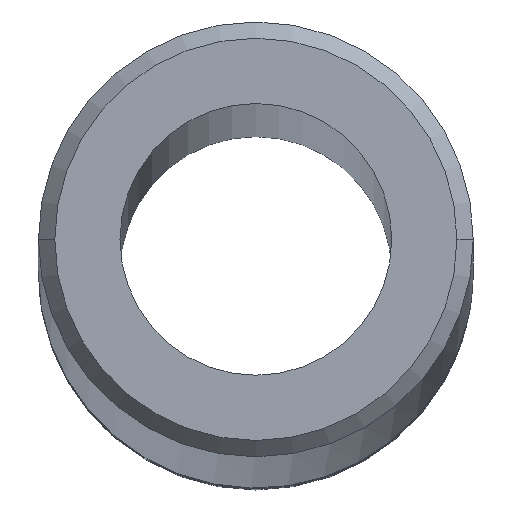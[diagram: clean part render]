
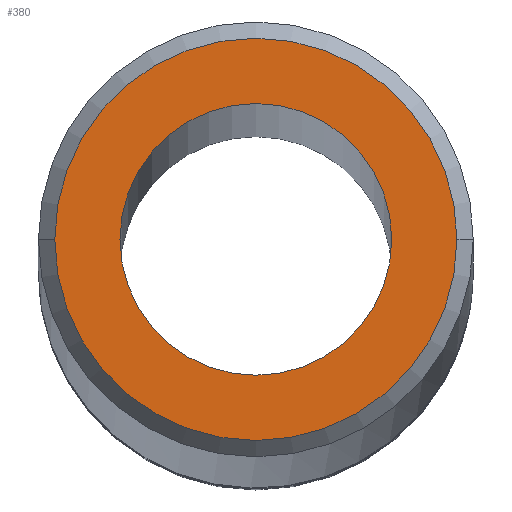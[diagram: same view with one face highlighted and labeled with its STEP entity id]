
A CAD part, top view. The second image highlights one B-rep face of the part: STEP entity #380.
In plain terms, the highlighted planar face has unit normal (0, 0, 1).
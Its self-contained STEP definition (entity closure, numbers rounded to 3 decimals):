
#53 = VERTEX_POINT ( 'NONE', #1047 ) ;
#57 = VERTEX_POINT ( 'NONE', #1049 ) ;
#59 = EDGE_CURVE ( 'NONE', #53, #57, #940, .T. ) ;
#64 = VERTEX_POINT ( 'NONE', #910 ) ;
#67 = EDGE_CURVE ( 'NONE', #68, #64, #909, .T. ) ;
#68 = VERTEX_POINT ( 'NONE', #927 ) ;
#125 = EDGE_LOOP ( 'NONE', ( #130, #381 ) ) ;
#130 = ORIENTED_EDGE ( 'NONE', *, *, #383, .T. ) ;
#380 = ADVANCED_FACE ( 'NONE', ( #1740, #1832 ), #1769, .T. ) ;
#381 = ORIENTED_EDGE ( 'NONE', *, *, #67, .T. ) ;
#383 = EDGE_CURVE ( 'NONE', #64, #68, #1722, .T. ) ;
#386 = EDGE_CURVE ( 'NONE', #57, #53, #1780, .T. ) ;
#387 = EDGE_LOOP ( 'NONE', ( #389, #388 ) ) ;
#388 = ORIENTED_EDGE ( 'NONE', *, *, #59, .F. ) ;
#389 = ORIENTED_EDGE ( 'NONE', *, *, #386, .F. ) ;
#899 = DIRECTION ( 'NONE',  ( 1., 0., 0. ) ) ;
#900 = DIRECTION ( 'NONE',  ( 0., 0., 1. ) ) ;
#901 = CARTESIAN_POINT ( 'NONE',  ( 0., 0., 175. ) ) ;
#909 = CIRCLE ( 'NONE', #932, 3.7 ) ;
#910 = CARTESIAN_POINT ( 'NONE',  ( -3.7, 0., 175. ) ) ;
#927 = CARTESIAN_POINT ( 'NONE',  ( 3.7, 0., 175. ) ) ;
#932 = AXIS2_PLACEMENT_3D ( 'NONE', #901, #900, #899 ) ;
#933 = DIRECTION ( 'NONE',  ( 1., 0., 0. ) ) ;
#934 = DIRECTION ( 'NONE',  ( 0., 0., 1. ) ) ;
#935 = CARTESIAN_POINT ( 'NONE',  ( 0., 0., 175. ) ) ;
#940 = CIRCLE ( 'NONE', #941, 2.5 ) ;
#941 = AXIS2_PLACEMENT_3D ( 'NONE', #935, #934, #933 ) ;
#1047 = CARTESIAN_POINT ( 'NONE',  ( -2.5, 0., 175. ) ) ;
#1049 = CARTESIAN_POINT ( 'NONE',  ( 2.5, 0., 175. ) ) ;
#1710 = DIRECTION ( 'NONE',  ( 1., 0., 0. ) ) ;
#1712 = DIRECTION ( 'NONE',  ( 1., 0., 0. ) ) ;
#1713 = DIRECTION ( 'NONE',  ( 0., 0., 1. ) ) ;
#1714 = CARTESIAN_POINT ( 'NONE',  ( 0., 0., 175. ) ) ;
#1718 = DIRECTION ( 'NONE',  ( 1., 0., 0. ) ) ;
#1720 = CARTESIAN_POINT ( 'NONE',  ( 0., 0., 175. ) ) ;
#1721 = DIRECTION ( 'NONE',  ( 0., 0., 1. ) ) ;
#1722 = CIRCLE ( 'NONE', #1745, 3.7 ) ;
#1740 = FACE_OUTER_BOUND ( 'NONE', #125, .T. ) ;
#1745 = AXIS2_PLACEMENT_3D ( 'NONE', #1714, #1713, #1712 ) ;
#1746 = AXIS2_PLACEMENT_3D ( 'NONE', #1720, #1721, #1710 ) ;
#1769 = PLANE ( 'NONE',  #1785 ) ;
#1775 = DIRECTION ( 'NONE',  ( 0., 0., 1. ) ) ;
#1776 = CARTESIAN_POINT ( 'NONE',  ( 0., 0., 175. ) ) ;
#1780 = CIRCLE ( 'NONE', #1746, 2.5 ) ;
#1785 = AXIS2_PLACEMENT_3D ( 'NONE', #1776, #1775, #1718 ) ;
#1832 = FACE_BOUND ( 'NONE', #387, .T. ) ;
